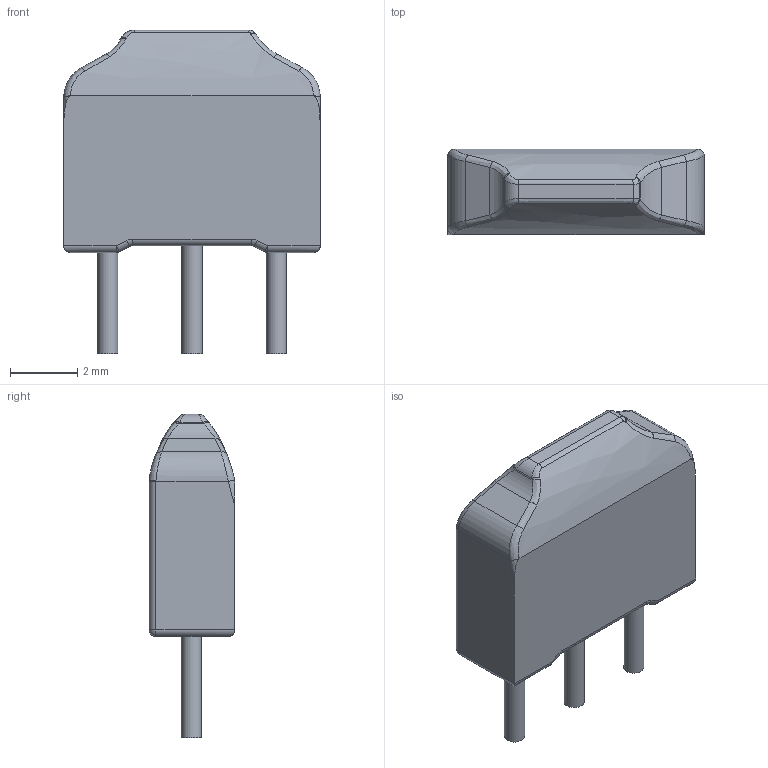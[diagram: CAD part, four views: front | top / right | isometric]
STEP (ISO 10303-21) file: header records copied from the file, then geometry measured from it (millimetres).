
FILE_DESCRIPTION(('FreeCAD Model'),'2;1');
FILE_NAME( 'DSS6.step', '2020-04-26T14:57:44',('Author'),(''), 'Open CASCADE STEP processor 7.3','FreeCAD','Unknown');
FILE_SCHEMA(('AUTOMOTIVE_DESIGN { 1 0 10303 214 1 1 1 1 }'));
Length unit declared in the file: millimetre
Products named in the file (4): Fillet002; Cylinder; Cylinder001; Cylinder002
Bounding box: 7.6 x 2.54 x 9.59 mm (x, y, z)
Volume: 114.6 mm3; surface area: 182.5 mm2
Topology: 4 solids, 4 shells, 85 faces, 183 edges, 100 vertices
Faces by surface type: cylinder 27, bspline 24, plane 20, torus 6, sphere 6, extrusion 2
Full cylindrical faces by diameter (mm): 0.6 x3
Entity records: 7621 total; most frequent: CARTESIAN_POINT 4402, DIRECTION 471, ORIENTED_EDGE 354, PCURVE 354, DEFINITIONAL_REPRESENTATION 354, VECTOR 243, LINE 241, EDGE_CURVE 177
